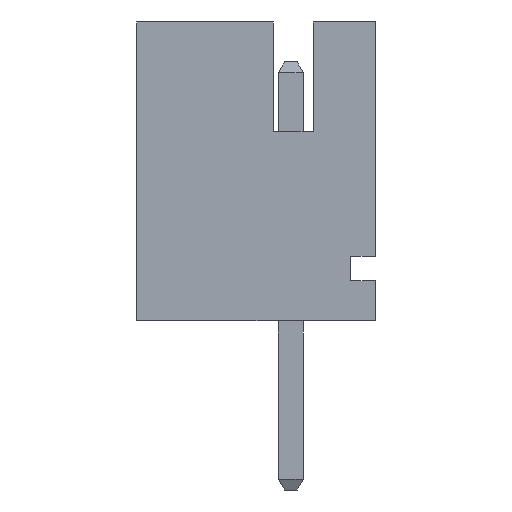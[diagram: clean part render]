
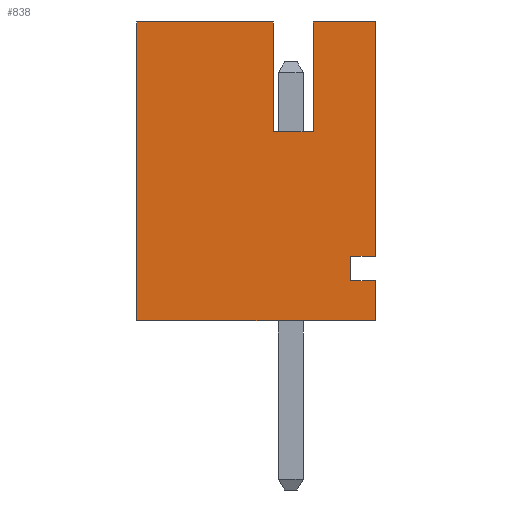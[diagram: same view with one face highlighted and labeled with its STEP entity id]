
A CAD part, left-side view. The second image highlights one B-rep face of the part: STEP entity #838.
In plain terms, the highlighted planar face has unit normal (-1, 0, 0).
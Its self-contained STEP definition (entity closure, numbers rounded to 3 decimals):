
#838=ADVANCED_FACE('',(#1669),#1671,.T.);
#1669=FACE_BOUND('',#1670,.T.);
#1670=EDGE_LOOP('',(#2348,#2349,#2350,#2351,#2352,#2353,#2354,#2355,#2356,#2357,
#2358,#2359));
#1671=PLANE('',#1672);
#1672=AXIS2_PLACEMENT_3D('',#1673,#1674,#1675);
#1673=CARTESIAN_POINT('',(-20.,3.1,0.));
#1674=DIRECTION('',(-1.,0.,0.));
#1675=DIRECTION('',(0.,-1.,0.));
#2348=ORIENTED_EDGE('',*,*,#2797,.T.);
#2349=ORIENTED_EDGE('',*,*,#2798,.T.);
#2350=ORIENTED_EDGE('',*,*,#2799,.F.);
#2351=ORIENTED_EDGE('',*,*,#2752,.F.);
#2352=ORIENTED_EDGE('',*,*,#2789,.T.);
#2353=ORIENTED_EDGE('',*,*,#2796,.T.);
#2354=ORIENTED_EDGE('',*,*,#2800,.T.);
#2355=ORIENTED_EDGE('',*,*,#2801,.T.);
#2356=ORIENTED_EDGE('',*,*,#2802,.T.);
#2357=ORIENTED_EDGE('',*,*,#2803,.T.);
#2358=ORIENTED_EDGE('',*,*,#2804,.F.);
#2359=ORIENTED_EDGE('',*,*,#2805,.T.);
#2752=EDGE_CURVE('',#3134,#3136,#3137,.T.);
#2789=EDGE_CURVE('',#3134,#3180,#3182,.T.);
#2796=EDGE_CURVE('',#3180,#3193,#3195,.T.);
#2797=EDGE_CURVE('',#3196,#3197,#3198,.F.);
#2798=EDGE_CURVE('',#3197,#3199,#3200,.F.);
#2799=EDGE_CURVE('',#3136,#3199,#3201,.T.);
#2800=EDGE_CURVE('',#3193,#3202,#3203,.F.);
#2801=EDGE_CURVE('',#3202,#3204,#3205,.T.);
#2802=EDGE_CURVE('',#3204,#3206,#3207,.F.);
#2803=EDGE_CURVE('',#3206,#3208,#3209,.T.);
#2804=EDGE_CURVE('',#3210,#3208,#3211,.T.);
#2805=EDGE_CURVE('',#3210,#3196,#3212,.F.);
#3134=VERTEX_POINT('',#3833);
#3136=VERTEX_POINT('',#3837);
#3137=LINE('',#3838,#3839);
#3180=VERTEX_POINT('',#3953);
#3182=LINE('',#3957,#3958);
#3193=VERTEX_POINT('',#3980);
#3195=LINE('',#3984,#3985);
#3196=VERTEX_POINT('',#3987);
#3197=VERTEX_POINT('',#3988);
#3198=LINE('',#3989,#3990);
#3199=VERTEX_POINT('',#3992);
#3200=LINE('',#3993,#3994);
#3201=LINE('',#3996,#3997);
#3202=VERTEX_POINT('',#3999);
#3203=LINE('',#4000,#4001);
#3204=VERTEX_POINT('',#4003);
#3205=LINE('',#4004,#4005);
#3206=VERTEX_POINT('',#4007);
#3207=LINE('',#4008,#4009);
#3208=VERTEX_POINT('',#4011);
#3209=LINE('',#4012,#4013);
#3210=VERTEX_POINT('',#4015);
#3211=LINE('',#4016,#4017);
#3212=LINE('',#4019,#4020);
#3833=CARTESIAN_POINT('',(-20.,3.1,0.));
#3837=CARTESIAN_POINT('',(-20.,3.1,6.));
#3838=CARTESIAN_POINT('',(-20.,3.1,0.));
#3839=VECTOR('',#3840,1.);
#3840=DIRECTION('',(0.,0.,1.));
#3953=CARTESIAN_POINT('',(-20.,-1.7,0.));
#3957=CARTESIAN_POINT('',(-20.,3.1,0.));
#3958=VECTOR('',#3959,1.);
#3959=DIRECTION('',(0.,-1.,0.));
#3980=CARTESIAN_POINT('',(-20.,-1.7,0.8));
#3984=CARTESIAN_POINT('',(-20.,-1.7,0.));
#3985=VECTOR('',#3986,1.);
#3986=DIRECTION('',(0.,0.,1.));
#3987=CARTESIAN_POINT('',(-20.,-0.45,3.8));
#3988=CARTESIAN_POINT('',(-20.,0.35,3.8));
#3989=CARTESIAN_POINT('',(-20.,0.35,3.8));
#3990=VECTOR('',#3991,1.);
#3991=DIRECTION('',(0.,-1.,0.));
#3992=CARTESIAN_POINT('',(-20.,0.35,6.));
#3993=CARTESIAN_POINT('',(-20.,0.35,6.));
#3994=VECTOR('',#3995,1.);
#3995=DIRECTION('',(0.,0.,-1.));
#3996=CARTESIAN_POINT('',(-20.,3.1,6.));
#3997=VECTOR('',#3998,1.);
#3998=DIRECTION('',(0.,-1.,0.));
#3999=CARTESIAN_POINT('',(-20.,-1.2,0.8));
#4000=CARTESIAN_POINT('',(-20.,-1.2,0.8));
#4001=VECTOR('',#4002,1.);
#4002=DIRECTION('',(0.,-1.,0.));
#4003=CARTESIAN_POINT('',(-20.,-1.2,1.3));
#4004=CARTESIAN_POINT('',(-20.,-1.2,0.8));
#4005=VECTOR('',#4006,1.);
#4006=DIRECTION('',(0.,0.,1.));
#4007=CARTESIAN_POINT('',(-20.,-1.7,1.3));
#4008=CARTESIAN_POINT('',(-20.,-1.7,1.3));
#4009=VECTOR('',#4010,1.);
#4010=DIRECTION('',(0.,1.,0.));
#4011=CARTESIAN_POINT('',(-20.,-1.7,6.));
#4012=CARTESIAN_POINT('',(-20.,-1.7,1.3));
#4013=VECTOR('',#4014,1.);
#4014=DIRECTION('',(0.,0.,1.));
#4015=CARTESIAN_POINT('',(-20.,-0.45,6.));
#4016=CARTESIAN_POINT('',(-20.,-0.45,6.));
#4017=VECTOR('',#4018,1.);
#4018=DIRECTION('',(0.,-1.,0.));
#4019=CARTESIAN_POINT('',(-20.,-0.45,3.8));
#4020=VECTOR('',#4021,1.);
#4021=DIRECTION('',(0.,0.,1.));
